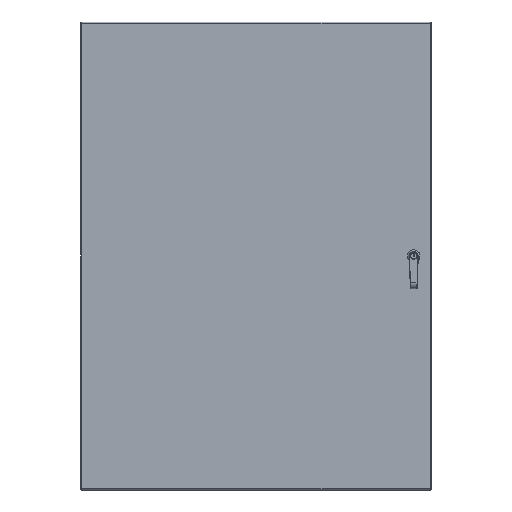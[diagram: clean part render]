
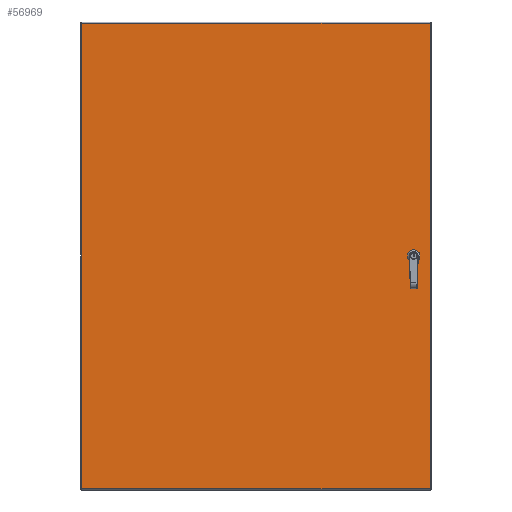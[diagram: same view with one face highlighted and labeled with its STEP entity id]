
A CAD part, front view. The second image highlights one B-rep face of the part: STEP entity #56969.
In plain terms, the highlighted planar face has unit normal (0, -1, 0).
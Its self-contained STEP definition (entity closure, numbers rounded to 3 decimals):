
#1062 = EDGE_CURVE ( 'NONE', #48661, #43908, #39412, .T. ) ;
#1664 = FACE_BOUND ( 'NONE', #69145, .T. ) ;
#2542 = DIRECTION ( 'NONE',  ( 0.707, 0., -0.707 ) ) ;
#3217 = VERTEX_POINT ( 'NONE', #50778 ) ;
#3252 = CARTESIAN_POINT ( 'NONE',  ( 15.781, -8.837, -0.231 ) ) ;
#3268 = VERTEX_POINT ( 'NONE', #22369 ) ;
#4757 = CARTESIAN_POINT ( 'NONE',  ( -17.888, -8.837, -23.877 ) ) ;
#6121 = VECTOR ( 'NONE', #56701, 39.37 ) ;
#7613 = EDGE_CURVE ( 'NONE', #86317, #43885, #11424, .T. ) ;
#8121 = EDGE_CURVE ( 'NONE', #43908, #35057, #58298, .T. ) ;
#8248 = LINE ( 'NONE', #47426, #60566 ) ;
#8428 = CARTESIAN_POINT ( 'NONE',  ( 17.865, -8.837, -23.877 ) ) ;
#8812 = ORIENTED_EDGE ( 'NONE', *, *, #48870, .T. ) ;
#9479 = LINE ( 'NONE', #31679, #24575 ) ;
#11424 = LINE ( 'NONE', #38543, #81581 ) ;
#12857 = CARTESIAN_POINT ( 'NONE',  ( 15.781, -8.837, 0.231 ) ) ;
#13523 = VECTOR ( 'NONE', #40068, 39.37 ) ;
#13536 = VERTEX_POINT ( 'NONE', #47060 ) ;
#15294 = ORIENTED_EDGE ( 'NONE', *, *, #53668, .T. ) ;
#16600 = DIRECTION ( 'NONE',  ( 1., 0., 0. ) ) ;
#17040 = LINE ( 'NONE', #3252, #54381 ) ;
#17799 = VERTEX_POINT ( 'NONE', #69728 ) ;
#18110 = CARTESIAN_POINT ( 'NONE',  ( 15.946, -8.837, 0.396 ) ) ;
#20395 = DIRECTION ( 'NONE',  ( 0., -1., 0. ) ) ;
#22089 = LINE ( 'NONE', #49196, #6121 ) ;
#22369 = CARTESIAN_POINT ( 'NONE',  ( 16.573, -8.837, 0.231 ) ) ;
#24575 = VECTOR ( 'NONE', #70778, 39.37 ) ;
#25365 = CARTESIAN_POINT ( 'NONE',  ( 15.781, -8.837, 0.231 ) ) ;
#27675 = EDGE_CURVE ( 'NONE', #61929, #3217, #17040, .T. ) ;
#27703 = EDGE_CURVE ( 'NONE', #43065, #61929, #9479, .T. ) ;
#27752 = VECTOR ( 'NONE', #16600, 39.37 ) ;
#30845 = VECTOR ( 'NONE', #84443, 39.37 ) ;
#31672 = VECTOR ( 'NONE', #2542, 39.37 ) ;
#31679 = CARTESIAN_POINT ( 'NONE',  ( 15.946, -8.837, -0.396 ) ) ;
#33627 = CARTESIAN_POINT ( 'NONE',  ( -17.888, -8.837, -23.877 ) ) ;
#35057 = VERTEX_POINT ( 'NONE', #8428 ) ;
#35451 = FACE_OUTER_BOUND ( 'NONE', #85154, .T. ) ;
#35871 = AXIS2_PLACEMENT_3D ( 'NONE', #82967, #20395, #47504 ) ;
#36375 = DIRECTION ( 'NONE',  ( 0., 0., -1. ) ) ;
#37686 = ORIENTED_EDGE ( 'NONE', *, *, #27703, .T. ) ;
#38235 = LINE ( 'NONE', #25365, #30845 ) ;
#38543 = CARTESIAN_POINT ( 'NONE',  ( 15.946, -8.837, 0.396 ) ) ;
#39276 = ORIENTED_EDGE ( 'NONE', *, *, #7613, .T. ) ;
#39412 = LINE ( 'NONE', #33627, #44805 ) ;
#40068 = DIRECTION ( 'NONE',  ( 1., 0., 0. ) ) ;
#40157 = EDGE_CURVE ( 'NONE', #3217, #86317, #38235, .T. ) ;
#40499 = CARTESIAN_POINT ( 'NONE',  ( 17.865, -8.837, 23.876 ) ) ;
#41531 = ORIENTED_EDGE ( 'NONE', *, *, #8121, .T. ) ;
#41919 = LINE ( 'NONE', #48152, #61885 ) ;
#43065 = VERTEX_POINT ( 'NONE', #81669 ) ;
#43885 = VERTEX_POINT ( 'NONE', #18110 ) ;
#43908 = VERTEX_POINT ( 'NONE', #4757 ) ;
#44805 = VECTOR ( 'NONE', #46089, 39.37 ) ;
#46089 = DIRECTION ( 'NONE',  ( 0., 0., -1. ) ) ;
#46779 = ORIENTED_EDGE ( 'NONE', *, *, #27675, .T. ) ;
#47060 = CARTESIAN_POINT ( 'NONE',  ( 16.573, -8.837, -0.231 ) ) ;
#47426 = CARTESIAN_POINT ( 'NONE',  ( -17.888, -8.837, 23.876 ) ) ;
#47504 = DIRECTION ( 'NONE',  ( 0., 0., -1. ) ) ;
#48152 = CARTESIAN_POINT ( 'NONE',  ( 17.865, -8.837, -23.877 ) ) ;
#48661 = VERTEX_POINT ( 'NONE', #49300 ) ;
#48870 = EDGE_CURVE ( 'NONE', #13536, #43065, #22089, .T. ) ;
#49196 = CARTESIAN_POINT ( 'NONE',  ( 16.573, -8.837, -0.231 ) ) ;
#49300 = CARTESIAN_POINT ( 'NONE',  ( -17.888, -8.837, 23.876 ) ) ;
#50778 = CARTESIAN_POINT ( 'NONE',  ( 15.781, -8.837, -0.231 ) ) ;
#50811 = DIRECTION ( 'NONE',  ( -0.707, 0., 0.707 ) ) ;
#52075 = LINE ( 'NONE', #79583, #13523 ) ;
#53668 = EDGE_CURVE ( 'NONE', #3268, #13536, #77226, .T. ) ;
#54381 = VECTOR ( 'NONE', #50811, 39.37 ) ;
#55870 = PLANE ( 'NONE',  #35871 ) ;
#56701 = DIRECTION ( 'NONE',  ( -0.707, 0., -0.707 ) ) ;
#56924 = CARTESIAN_POINT ( 'NONE',  ( 15.946, -8.837, -0.396 ) ) ;
#56969 = ADVANCED_FACE ( 'NONE', ( #35451, #1664 ), #55870, .T. ) ;
#58023 = CARTESIAN_POINT ( 'NONE',  ( 16.408, -8.837, 0.396 ) ) ;
#58298 = LINE ( 'NONE', #72498, #27752 ) ;
#59383 = ORIENTED_EDGE ( 'NONE', *, *, #1062, .T. ) ;
#60566 = VECTOR ( 'NONE', #74497, 39.37 ) ;
#61885 = VECTOR ( 'NONE', #75228, 39.37 ) ;
#61929 = VERTEX_POINT ( 'NONE', #56924 ) ;
#63825 = LINE ( 'NONE', #58023, #31672 ) ;
#65342 = VERTEX_POINT ( 'NONE', #40499 ) ;
#66525 = EDGE_CURVE ( 'NONE', #35057, #65342, #41919, .T. ) ;
#67207 = EDGE_CURVE ( 'NONE', #65342, #48661, #8248, .T. ) ;
#69145 = EDGE_LOOP ( 'NONE', ( #80320, #39276, #71769, #83640, #15294, #8812, #37686, #46779 ) ) ;
#69728 = CARTESIAN_POINT ( 'NONE',  ( 16.408, -8.837, 0.396 ) ) ;
#70537 = CARTESIAN_POINT ( 'NONE',  ( 16.573, -8.837, -0.231 ) ) ;
#70778 = DIRECTION ( 'NONE',  ( -1., 0., 0. ) ) ;
#70984 = ORIENTED_EDGE ( 'NONE', *, *, #66525, .T. ) ;
#71769 = ORIENTED_EDGE ( 'NONE', *, *, #82278, .T. ) ;
#72383 = ORIENTED_EDGE ( 'NONE', *, *, #67207, .T. ) ;
#72498 = CARTESIAN_POINT ( 'NONE',  ( -17.888, -8.837, -23.877 ) ) ;
#74497 = DIRECTION ( 'NONE',  ( -1., 0., 0. ) ) ;
#75228 = DIRECTION ( 'NONE',  ( 0., 0., 1. ) ) ;
#76404 = EDGE_CURVE ( 'NONE', #17799, #3268, #63825, .T. ) ;
#77226 = LINE ( 'NONE', #70537, #82397 ) ;
#79583 = CARTESIAN_POINT ( 'NONE',  ( 16.408, -8.837, 0.396 ) ) ;
#80320 = ORIENTED_EDGE ( 'NONE', *, *, #40157, .T. ) ;
#81581 = VECTOR ( 'NONE', #86046, 39.37 ) ;
#81669 = CARTESIAN_POINT ( 'NONE',  ( 16.408, -8.837, -0.396 ) ) ;
#82278 = EDGE_CURVE ( 'NONE', #43885, #17799, #52075, .T. ) ;
#82397 = VECTOR ( 'NONE', #36375, 39.37 ) ;
#82967 = CARTESIAN_POINT ( 'NONE',  ( -17.888, -8.837, -23.877 ) ) ;
#83640 = ORIENTED_EDGE ( 'NONE', *, *, #76404, .T. ) ;
#84443 = DIRECTION ( 'NONE',  ( 0., 0., 1. ) ) ;
#85154 = EDGE_LOOP ( 'NONE', ( #70984, #72383, #59383, #41531 ) ) ;
#86046 = DIRECTION ( 'NONE',  ( 0.707, 0., 0.707 ) ) ;
#86317 = VERTEX_POINT ( 'NONE', #12857 ) ;
